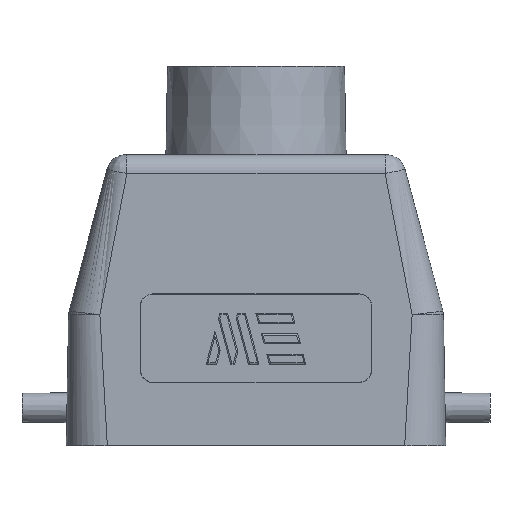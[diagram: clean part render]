
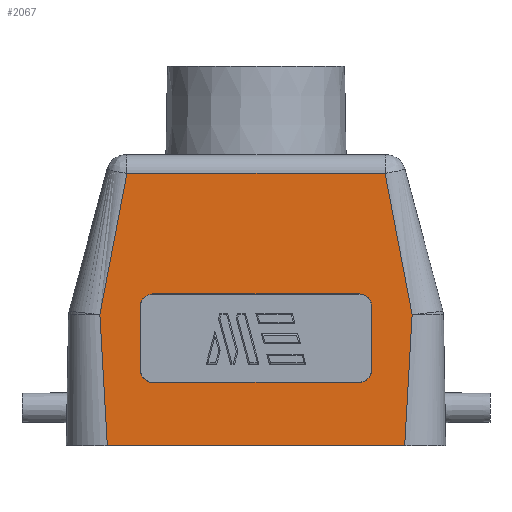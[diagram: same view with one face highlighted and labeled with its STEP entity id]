
A CAD part, front view. The second image highlights one B-rep face of the part: STEP entity #2067.
In plain terms, the highlighted planar face has unit normal (0, -1, 0.018).
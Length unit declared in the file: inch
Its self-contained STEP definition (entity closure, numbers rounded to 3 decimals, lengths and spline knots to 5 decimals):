
#28 = VERTEX_POINT ( 'NONE', #5177 ) ;
#88 = EDGE_CURVE ( 'NONE', #1963, #4611, #6327, .T. ) ;
#281 = LINE ( 'NONE', #7022, #4514 ) ;
#373 = VERTEX_POINT ( 'NONE', #3287 ) ;
#389 = VECTOR ( 'NONE', #2718, 39.37008 ) ;
#424 = CARTESIAN_POINT ( 'NONE',  ( 1.18898, -0.81687, 1.69497 ) ) ;
#427 = ORIENTED_EDGE ( 'NONE', *, *, #4208, .T. ) ;
#439 =( BOUNDED_CURVE ( )  B_SPLINE_CURVE ( 3, ( #3027, #5260, #6916, #4022 ),
 .UNSPECIFIED., .F., .T. ) 
 B_SPLINE_CURVE_WITH_KNOTS ( ( 4, 4 ),
 ( 0.0003, 1.5708 ),
 .UNSPECIFIED. ) 
 CURVE ( )  GEOMETRIC_REPRESENTATION_ITEM ( )  RATIONAL_B_SPLINE_CURVE ( ( 1., 0.805, 0.805, 1. ) ) 
 REPRESENTATION_ITEM ( '' )  );
#470 = EDGE_CURVE ( 'NONE', #4611, #6501, #439, .T. ) ;
#711 = LINE ( 'NONE', #6855, #4496 ) ;
#793 = LINE ( 'NONE', #1978, #6989 ) ;
#837 = DIRECTION ( 'NONE',  ( 0.057, 0.017, 0.998 ) ) ;
#871 = CARTESIAN_POINT ( 'NONE',  ( 0.26341, -0.84646, 0. ) ) ;
#888 = CARTESIAN_POINT ( 'NONE',  ( 0.46877, -0.83134, 0.86589 ) ) ;
#890 = CARTESIAN_POINT ( 'NONE',  ( 1.90919, -0.83134, 0.86589 ) ) ;
#891 = CARTESIAN_POINT ( 'NONE',  ( 0.54735, -0.83958, 0.39382 ) ) ;
#931 = EDGE_LOOP ( 'NONE', ( #1056, #4205, #4769, #2938, #2323, #7046, #5644, #2671 ) ) ;
#997 = CARTESIAN_POINT ( 'NONE',  ( 0.46864, -0.83901, 0.42644 ) ) ;
#1053 = EDGE_CURVE ( 'NONE', #6501, #28, #4195, .T. ) ;
#1056 = ORIENTED_EDGE ( 'NONE', *, *, #1053, .T. ) ;
#1203 = VECTOR ( 'NONE', #4917, 39.37008 ) ;
#1220 = CARTESIAN_POINT ( 'NONE',  ( 1.87672, -0.83958, 0.39382 ) ) ;
#1348 = EDGE_CURVE ( 'NONE', #5304, #2958, #711, .T. ) ;
#1368 = ORIENTED_EDGE ( 'NONE', *, *, #2744, .T. ) ;
#1446 = CARTESIAN_POINT ( 'NONE',  ( 1.87656, -0.82997, 0.94459 ) ) ;
#1508 = LINE ( 'NONE', #3244, #2260 ) ;
#1522 = CARTESIAN_POINT ( 'NONE',  ( 1.18898, -0.83958, 0.39382 ) ) ;
#1890 = CARTESIAN_POINT ( 'NONE',  ( 1.90931, -0.83821, 0.47257 ) ) ;
#1939 = DIRECTION ( 'NONE',  ( 0., -1., 0.017 ) ) ;
#1963 = VERTEX_POINT ( 'NONE', #5040 ) ;
#1977 = FACE_OUTER_BOUND ( 'NONE', #6166, .T. ) ;
#1978 = CARTESIAN_POINT ( 'NONE',  ( 0.00787, -0.84646, 0. ) ) ;
#1999 = DIRECTION ( 'NONE',  ( 0., -0.017, -1. ) ) ;
#2047 = CARTESIAN_POINT ( 'NONE',  ( 1.18898, -0.84646, 0. ) ) ;
#2063 =( BOUNDED_CURVE ( )  B_SPLINE_CURVE ( 3, ( #891, #5934, #997, #2148 ),
 .UNSPECIFIED., .F., .T. ) 
 B_SPLINE_CURVE_WITH_KNOTS ( ( 4, 4 ),
 ( 5.81978, 7.39027 ),
 .UNSPECIFIED. ) 
 CURVE ( )  GEOMETRIC_REPRESENTATION_ITEM ( )  RATIONAL_B_SPLINE_CURVE ( ( 1., 0.805, 0.805, 1. ) ) 
 REPRESENTATION_ITEM ( '' )  );
#2067 = ADVANCED_FACE ( 'NONE', ( #4729, #1977 ), #3741, .T. ) ;
#2124 = CARTESIAN_POINT ( 'NONE',  ( 1.90919, -0.83134, 0.86589 ) ) ;
#2148 = CARTESIAN_POINT ( 'NONE',  ( 0.46865, -0.83821, 0.47257 ) ) ;
#2172 = EDGE_CURVE ( 'NONE', #2497, #2945, #3918, .T. ) ;
#2260 = VECTOR ( 'NONE', #5446, 39.37008 ) ;
#2323 = ORIENTED_EDGE ( 'NONE', *, *, #2172, .T. ) ;
#2387 = VECTOR ( 'NONE', #6443, 39.37008 ) ;
#2439 = CARTESIAN_POINT ( 'NONE',  ( 1.90931, -0.83821, 0.47257 ) ) ;
#2457 = CARTESIAN_POINT ( 'NONE',  ( 0.38564, -0.81687, 1.69497 ) ) ;
#2497 = VERTEX_POINT ( 'NONE', #3763 ) ;
#2585 =( BOUNDED_CURVE ( )  B_SPLINE_CURVE ( 3, ( #2740, #1446, #3699, #6556 ),
 .UNSPECIFIED., .F., .F. ) 
 B_SPLINE_CURVE_WITH_KNOTS ( ( 4, 4 ),
 ( 4.71239, 6.28288 ),
 .UNSPECIFIED. ) 
 CURVE ( )  GEOMETRIC_REPRESENTATION_ITEM ( )  RATIONAL_B_SPLINE_CURVE ( ( 1., 0.805, 0.805, 1. ) ) 
 REPRESENTATION_ITEM ( '' )  );
#2668 = AXIS2_PLACEMENT_3D ( 'NONE', #2047, #1939, #4218 ) ;
#2671 = ORIENTED_EDGE ( 'NONE', *, *, #470, .T. ) ;
#2718 = DIRECTION ( 'NONE',  ( -0.188, 0.017, 0.982 ) ) ;
#2740 = CARTESIAN_POINT ( 'NONE',  ( 1.83044, -0.82997, 0.94459 ) ) ;
#2744 = EDGE_CURVE ( 'NONE', #5676, #373, #281, .T. ) ;
#2879 = EDGE_CURVE ( 'NONE', #373, #6929, #4850, .T. ) ;
#2938 = ORIENTED_EDGE ( 'NONE', *, *, #4749, .T. ) ;
#2945 = VERTEX_POINT ( 'NONE', #3233 ) ;
#2958 = VERTEX_POINT ( 'NONE', #7052 ) ;
#2974 = CARTESIAN_POINT ( 'NONE',  ( 0.54752, -0.82997, 0.94459 ) ) ;
#3027 = CARTESIAN_POINT ( 'NONE',  ( 0.46877, -0.83134, 0.86589 ) ) ;
#3082 = EDGE_CURVE ( 'NONE', #5676, #5304, #793, .T. ) ;
#3233 = CARTESIAN_POINT ( 'NONE',  ( 0.54735, -0.83958, 0.39382 ) ) ;
#3244 = CARTESIAN_POINT ( 'NONE',  ( 0.38564, -0.81687, 1.69497 ) ) ;
#3287 = CARTESIAN_POINT ( 'NONE',  ( 2.16092, -0.8322, 0.81655 ) ) ;
#3395 = ORIENTED_EDGE ( 'NONE', *, *, #1348, .F. ) ;
#3478 = VERTEX_POINT ( 'NONE', #1890 ) ;
#3554 = VECTOR ( 'NONE', #4667, 39.37008 ) ;
#3699 = CARTESIAN_POINT ( 'NONE',  ( 1.90917, -0.83054, 0.912 ) ) ;
#3729 = LINE ( 'NONE', #890, #5077 ) ;
#3741 = PLANE ( 'NONE',  #2668 ) ;
#3749 = CARTESIAN_POINT ( 'NONE',  ( 2.16092, -0.8322, 0.81655 ) ) ;
#3763 = CARTESIAN_POINT ( 'NONE',  ( 1.8306, -0.83958, 0.39382 ) ) ;
#3808 = DIRECTION ( 'NONE',  ( -1., 0., 0. ) ) ;
#3918 = LINE ( 'NONE', #1522, #4298 ) ;
#3935 = EDGE_CURVE ( 'NONE', #6929, #6583, #5471, .T. ) ;
#4022 = CARTESIAN_POINT ( 'NONE',  ( 0.54752, -0.82997, 0.94459 ) ) ;
#4195 = LINE ( 'NONE', #5403, #2387 ) ;
#4205 = ORIENTED_EDGE ( 'NONE', *, *, #7196, .T. ) ;
#4208 = EDGE_CURVE ( 'NONE', #6583, #2958, #1508, .T. ) ;
#4218 = DIRECTION ( 'NONE',  ( 0., -0.017, -1. ) ) ;
#4298 = VECTOR ( 'NONE', #3808, 39.37008 ) ;
#4496 = VECTOR ( 'NONE', #5647, 39.37008 ) ;
#4514 = VECTOR ( 'NONE', #837, 39.37008 ) ;
#4607 = ORIENTED_EDGE ( 'NONE', *, *, #2879, .T. ) ;
#4611 = VERTEX_POINT ( 'NONE', #888 ) ;
#4667 = DIRECTION ( 'NONE',  ( 0., 0.017, 1. ) ) ;
#4729 = FACE_BOUND ( 'NONE', #931, .T. ) ;
#4749 = EDGE_CURVE ( 'NONE', #3478, #2497, #6701, .T. ) ;
#4754 = CARTESIAN_POINT ( 'NONE',  ( 1.99231, -0.81687, 1.69497 ) ) ;
#4769 = ORIENTED_EDGE ( 'NONE', *, *, #5660, .T. ) ;
#4850 = LINE ( 'NONE', #3749, #389 ) ;
#4917 = DIRECTION ( 'NONE',  ( -1., 0., 0. ) ) ;
#5040 = CARTESIAN_POINT ( 'NONE',  ( 0.46865, -0.83821, 0.47257 ) ) ;
#5077 = VECTOR ( 'NONE', #1999, 39.37008 ) ;
#5151 = CARTESIAN_POINT ( 'NONE',  ( 1.8306, -0.83958, 0.39382 ) ) ;
#5177 = CARTESIAN_POINT ( 'NONE',  ( 1.83044, -0.82997, 0.94459 ) ) ;
#5213 = CARTESIAN_POINT ( 'NONE',  ( 0.46865, -0.83821, 0.47257 ) ) ;
#5260 = CARTESIAN_POINT ( 'NONE',  ( 0.46878, -0.83054, 0.912 ) ) ;
#5304 = VERTEX_POINT ( 'NONE', #871 ) ;
#5403 = CARTESIAN_POINT ( 'NONE',  ( 1.18898, -0.82997, 0.94459 ) ) ;
#5446 = DIRECTION ( 'NONE',  ( -0.188, -0.017, -0.982 ) ) ;
#5471 = LINE ( 'NONE', #424, #1203 ) ;
#5644 = ORIENTED_EDGE ( 'NONE', *, *, #88, .T. ) ;
#5647 = DIRECTION ( 'NONE',  ( -0.057, 0.017, 0.998 ) ) ;
#5660 = EDGE_CURVE ( 'NONE', #6432, #3478, #3729, .T. ) ;
#5676 = VERTEX_POINT ( 'NONE', #5969 ) ;
#5934 = CARTESIAN_POINT ( 'NONE',  ( 0.50123, -0.83958, 0.39382 ) ) ;
#5969 = CARTESIAN_POINT ( 'NONE',  ( 2.11454, -0.84646, 0. ) ) ;
#6166 = EDGE_LOOP ( 'NONE', ( #1368, #4607, #6725, #427, #3395, #7219 ) ) ;
#6327 = LINE ( 'NONE', #5213, #3554 ) ;
#6333 = CARTESIAN_POINT ( 'NONE',  ( 1.90932, -0.83901, 0.42644 ) ) ;
#6393 = DIRECTION ( 'NONE',  ( -1., 0., 0. ) ) ;
#6432 = VERTEX_POINT ( 'NONE', #2124 ) ;
#6443 = DIRECTION ( 'NONE',  ( 1., 0., 0. ) ) ;
#6501 = VERTEX_POINT ( 'NONE', #2974 ) ;
#6556 = CARTESIAN_POINT ( 'NONE',  ( 1.90919, -0.83134, 0.86589 ) ) ;
#6583 = VERTEX_POINT ( 'NONE', #2457 ) ;
#6701 =( BOUNDED_CURVE ( )  B_SPLINE_CURVE ( 3, ( #2439, #6333, #1220, #5151 ),
 .UNSPECIFIED., .F., .F. ) 
 B_SPLINE_CURVE_WITH_KNOTS ( ( 4, 4 ),
 ( 5.1761, 6.74659 ),
 .UNSPECIFIED. ) 
 CURVE ( )  GEOMETRIC_REPRESENTATION_ITEM ( )  RATIONAL_B_SPLINE_CURVE ( ( 1., 0.805, 0.805, 1. ) ) 
 REPRESENTATION_ITEM ( '' )  );
#6725 = ORIENTED_EDGE ( 'NONE', *, *, #3935, .T. ) ;
#6855 = CARTESIAN_POINT ( 'NONE',  ( 0.24028, -0.83935, 0.40733 ) ) ;
#6916 = CARTESIAN_POINT ( 'NONE',  ( 0.5014, -0.82997, 0.94459 ) ) ;
#6929 = VERTEX_POINT ( 'NONE', #4754 ) ;
#6989 = VECTOR ( 'NONE', #6393, 39.37008 ) ;
#7022 = CARTESIAN_POINT ( 'NONE',  ( 2.11454, -0.84646, 0. ) ) ;
#7046 = ORIENTED_EDGE ( 'NONE', *, *, #7102, .T. ) ;
#7052 = CARTESIAN_POINT ( 'NONE',  ( 0.21704, -0.8322, 0.81655 ) ) ;
#7102 = EDGE_CURVE ( 'NONE', #2945, #1963, #2063, .T. ) ;
#7196 = EDGE_CURVE ( 'NONE', #28, #6432, #2585, .T. ) ;
#7219 = ORIENTED_EDGE ( 'NONE', *, *, #3082, .F. ) ;
